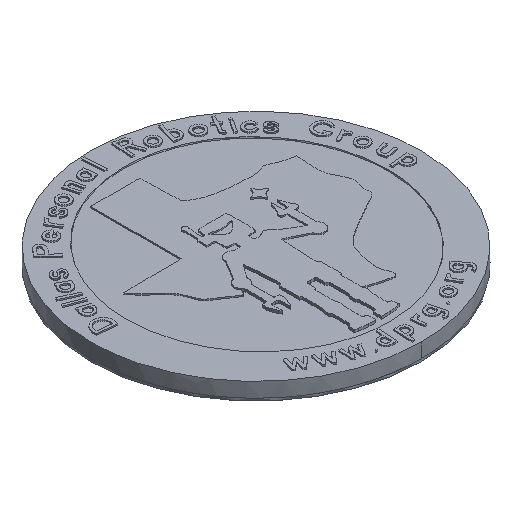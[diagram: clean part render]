
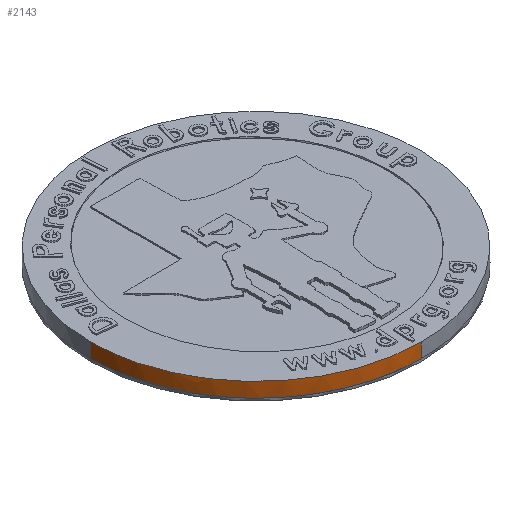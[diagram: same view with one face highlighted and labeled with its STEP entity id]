
A CAD part, isometric view. The second image highlights one B-rep face of the part: STEP entity #2143.
In plain terms, the highlighted face is a extrusion surface.
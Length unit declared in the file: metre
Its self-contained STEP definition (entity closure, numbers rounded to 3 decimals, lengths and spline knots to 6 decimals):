
#2143=ADVANCED_FACE('41:7304',(#4429),#4430,.T.);
#4429=FACE_OUTER_BOUND('',#7380,.T.);
#4430=SURFACE_OF_LINEAR_EXTRUSION('',#7381,#7382);
#7380=EDGE_LOOP('',(#13746,#13747,#13748,#13749,#13750,#13751,#13752,#13753));
#7381=B_SPLINE_CURVE_WITH_KNOTS('',3,(#13754,#13755,#13756,#13757),.UNSPECIFIED.,.F.,.F.,(4,4),(-1.0,-0.0),.UNSPECIFIED.);
#7382=VECTOR('',#13758,1.0);
#13746=ORIENTED_EDGE('',*,*,#15810,.T.);
#13747=ORIENTED_EDGE('',*,*,#17406,.F.);
#13748=ORIENTED_EDGE('',*,*,#17416,.F.);
#13749=ORIENTED_EDGE('',*,*,#17382,.F.);
#13750=ORIENTED_EDGE('',*,*,#17417,.F.);
#13751=ORIENTED_EDGE('',*,*,#17385,.F.);
#13752=ORIENTED_EDGE('',*,*,#17418,.F.);
#13753=ORIENTED_EDGE('',*,*,#17411,.T.);
#13754=CARTESIAN_POINT('',(0.117614,0.16127,0.0));
#13755=CARTESIAN_POINT('',(0.117614,0.14384,0.0));
#13756=CARTESIAN_POINT('',(0.131744,0.129711,0.0));
#13757=CARTESIAN_POINT('',(0.149175,0.129711,0.0));
#13758=DIRECTION('',(-0.0,-0.0,1.0));
#15810=EDGE_CURVE('41:9350',#19228,#19225,#19229,.T.);
#17382=EDGE_CURVE('41:27996',#21479,#21480,#21482,.T.);
#17385=EDGE_CURVE('41:27999',#21484,#21485,#21487,.T.);
#17406=EDGE_CURVE('41:9329',#21514,#19225,#21516,.T.);
#17411=EDGE_CURVE('41:9344',#21522,#19228,#21523,.T.);
#17416=EDGE_CURVE('41:28008',#21480,#21514,#21528,.T.);
#17417=EDGE_CURVE('41:28002',#21485,#21479,#21529,.T.);
#17418=EDGE_CURVE('41:28005',#21522,#21484,#21530,.T.);
#19225=VERTEX_POINT('',#24005);
#19228=VERTEX_POINT('',#24011);
#19229=B_SPLINE_CURVE_WITH_KNOTS('',3,(#24012,#24013,#24014,#24015),.UNSPECIFIED.,.F.,.F.,(4,4),(0.0,1.0),.UNSPECIFIED.);
#21479=VERTEX_POINT('',#26936);
#21480=VERTEX_POINT('',#26937);
#21482=B_SPLINE_CURVE_WITH_KNOTS('',3,(#26939,#26940,#26941,#26942),.UNSPECIFIED.,.F.,.F.,(4,4),(0.0,1.0),.UNSPECIFIED.);
#21484=VERTEX_POINT('',#26944);
#21485=VERTEX_POINT('',#26945);
#21487=B_SPLINE_CURVE_WITH_KNOTS('',3,(#26947,#26948,#26949,#26950),.UNSPECIFIED.,.F.,.F.,(4,4),(0.0,1.0),.UNSPECIFIED.);
#21514=VERTEX_POINT('',#26999);
#21516=LINE('',#27004,#27005);
#21522=VERTEX_POINT('',#27015);
#21523=LINE('',#27016,#27017);
#21528=B_SPLINE_CURVE_WITH_KNOTS('',3,(#27031,#27032,#27033,#27034),.UNSPECIFIED.,.F.,.F.,(4,4),(0.0,1.0),.UNSPECIFIED.);
#21529=B_SPLINE_CURVE_WITH_KNOTS('',3,(#27035,#27036,#27037,#27038),.UNSPECIFIED.,.F.,.F.,(4,4),(0.0,1.0),.UNSPECIFIED.);
#21530=B_SPLINE_CURVE_WITH_KNOTS('',3,(#27039,#27040,#27041,#27042),.UNSPECIFIED.,.F.,.F.,(4,4),(0.0,1.0),.UNSPECIFIED.);
#24005=CARTESIAN_POINT('',(0.117614,0.16127,0.00275));
#24011=CARTESIAN_POINT('',(0.149175,0.129711,0.00275));
#24012=CARTESIAN_POINT('',(0.149175,0.129711,0.00275));
#24013=CARTESIAN_POINT('',(0.131744,0.129711,0.00275));
#24014=CARTESIAN_POINT('',(0.117614,0.14384,0.00275));
#24015=CARTESIAN_POINT('',(0.117614,0.16127,0.00275));
#26936=CARTESIAN_POINT('',(0.124699,0.141344,0.0));
#26937=CARTESIAN_POINT('',(0.117631,0.160225,0.0));
#26939=CARTESIAN_POINT('',(0.149175,0.129711,0.0));
#26940=CARTESIAN_POINT('',(0.131744,0.129711,0.0));
#26941=CARTESIAN_POINT('',(0.117614,0.14384,0.0));
#26942=CARTESIAN_POINT('',(0.117614,0.16127,0.0));
#26944=CARTESIAN_POINT('',(0.146341,0.129836,0.0));
#26945=CARTESIAN_POINT('',(0.129698,0.136435,0.0));
#26947=CARTESIAN_POINT('',(0.149175,0.129711,0.0));
#26948=CARTESIAN_POINT('',(0.131744,0.129711,0.0));
#26949=CARTESIAN_POINT('',(0.117614,0.14384,0.0));
#26950=CARTESIAN_POINT('',(0.117614,0.16127,0.0));
#26999=CARTESIAN_POINT('',(0.117614,0.16127,0.0));
#27004=CARTESIAN_POINT('',(0.117614,0.16127,0.0));
#27005=VECTOR('',#30878,1.0);
#27015=CARTESIAN_POINT('',(0.149175,0.129711,0.0));
#27016=CARTESIAN_POINT('',(0.149175,0.129711,0.0));
#27017=VECTOR('',#30880,1.0);
#27031=CARTESIAN_POINT('',(0.149175,0.129711,0.0));
#27032=CARTESIAN_POINT('',(0.131744,0.129711,0.0));
#27033=CARTESIAN_POINT('',(0.117614,0.14384,0.0));
#27034=CARTESIAN_POINT('',(0.117614,0.16127,0.0));
#27035=CARTESIAN_POINT('',(0.149175,0.129711,0.0));
#27036=CARTESIAN_POINT('',(0.131744,0.129711,0.0));
#27037=CARTESIAN_POINT('',(0.117614,0.14384,0.0));
#27038=CARTESIAN_POINT('',(0.117614,0.16127,0.0));
#27039=CARTESIAN_POINT('',(0.149175,0.129711,0.0));
#27040=CARTESIAN_POINT('',(0.131744,0.129711,0.0));
#27041=CARTESIAN_POINT('',(0.117614,0.14384,0.0));
#27042=CARTESIAN_POINT('',(0.117614,0.16127,0.0));
#30878=DIRECTION('',(-0.0,-0.0,1.0));
#30880=DIRECTION('',(-0.0,-0.0,1.0));
